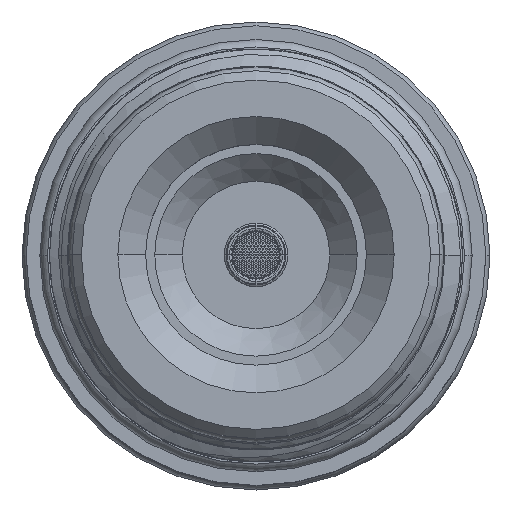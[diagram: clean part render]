
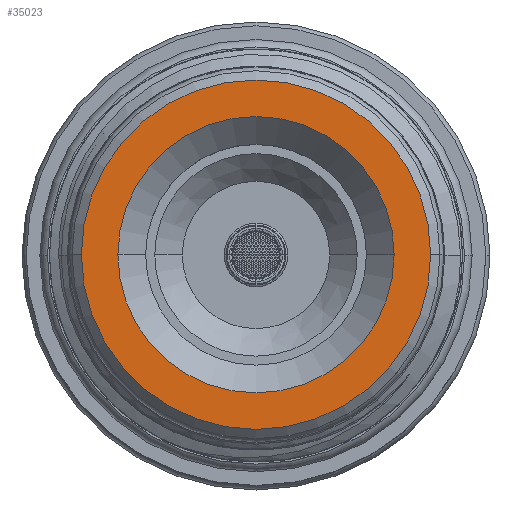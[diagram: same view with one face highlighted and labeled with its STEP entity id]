
A CAD part, top view. The second image highlights one B-rep face of the part: STEP entity #35023.
In plain terms, the highlighted planar face has unit normal (0, 0, 1).
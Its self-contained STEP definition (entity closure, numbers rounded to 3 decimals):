
#251 = CARTESIAN_POINT ( 'NONE',  ( -15.075, 0., 108.85 ) ) ;
#1452 = DIRECTION ( 'NONE',  ( 0., 0., -1. ) ) ;
#2336 = DIRECTION ( 'NONE',  ( 1., 0., 0. ) ) ;
#5945 = AXIS2_PLACEMENT_3D ( 'NONE', #24450, #24654, #2336 ) ;
#6106 = CARTESIAN_POINT ( 'NONE',  ( 0., 0., 108.85 ) ) ;
#9693 = AXIS2_PLACEMENT_3D ( 'NONE', #6106, #10938, #10560 ) ;
#10191 = DIRECTION ( 'NONE',  ( -1., 0., 0. ) ) ;
#10560 = DIRECTION ( 'NONE',  ( -1., 0., 0. ) ) ;
#10938 = DIRECTION ( 'NONE',  ( 0., 0., -1. ) ) ;
#13193 = DIRECTION ( 'NONE',  ( 0., 0., 1. ) ) ;
#13396 = VERTEX_POINT ( 'NONE', #24016 ) ;
#13609 = DIRECTION ( 'NONE',  ( 1., 0., 0. ) ) ;
#13732 = FACE_OUTER_BOUND ( 'NONE', #47894, .T. ) ;
#17541 = ORIENTED_EDGE ( 'NONE', *, *, #28999, .F. ) ;
#17687 = DIRECTION ( 'NONE',  ( 1., 0., 0. ) ) ;
#24016 = CARTESIAN_POINT ( 'NONE',  ( -15.075, 0., 108.85 ) ) ;
#24450 = CARTESIAN_POINT ( 'NONE',  ( 0., 0., 108.85 ) ) ;
#24654 = DIRECTION ( 'NONE',  ( 0., 0., 1. ) ) ;
#27137 = ORIENTED_EDGE ( 'NONE', *, *, #47125, .F. ) ;
#28787 = EDGE_CURVE ( 'NONE', #13396, #39535, #55138, .T. ) ;
#28999 = EDGE_CURVE ( 'NONE', #36858, #49073, #35685, .T. ) ;
#32681 = CARTESIAN_POINT ( 'NONE',  ( 11.925, 0., 108.85 ) ) ;
#34072 = CIRCLE ( 'NONE', #41475, 15.075 ) ;
#35023 = ADVANCED_FACE ( 'NONE', ( #13732, #54043 ), #53820, .T. ) ;
#35685 = CIRCLE ( 'NONE', #5945, 11.925 ) ;
#36538 = CARTESIAN_POINT ( 'NONE',  ( -11.925, 0., 108.85 ) ) ;
#36858 = VERTEX_POINT ( 'NONE', #32681 ) ;
#39535 = VERTEX_POINT ( 'NONE', #50036 ) ;
#39848 = CARTESIAN_POINT ( 'NONE',  ( 0., 0., 108.85 ) ) ;
#39888 = AXIS2_PLACEMENT_3D ( 'NONE', #251, #53626, #13609 ) ;
#41475 = AXIS2_PLACEMENT_3D ( 'NONE', #41632, #1452, #10191 ) ;
#41632 = CARTESIAN_POINT ( 'NONE',  ( 0., 0., 108.85 ) ) ;
#43213 = CIRCLE ( 'NONE', #51691, 11.925 ) ;
#43903 = ORIENTED_EDGE ( 'NONE', *, *, #28787, .F. ) ;
#45531 = EDGE_CURVE ( 'NONE', #49073, #36858, #43213, .T. ) ;
#47125 = EDGE_CURVE ( 'NONE', #39535, #13396, #34072, .T. ) ;
#47130 = ORIENTED_EDGE ( 'NONE', *, *, #45531, .F. ) ;
#47894 = EDGE_LOOP ( 'NONE', ( #43903, #27137 ) ) ;
#49073 = VERTEX_POINT ( 'NONE', #36538 ) ;
#50036 = CARTESIAN_POINT ( 'NONE',  ( 15.075, 0., 108.85 ) ) ;
#51141 = EDGE_LOOP ( 'NONE', ( #17541, #47130 ) ) ;
#51691 = AXIS2_PLACEMENT_3D ( 'NONE', #39848, #13193, #17687 ) ;
#53626 = DIRECTION ( 'NONE',  ( 0., 0., 1. ) ) ;
#53820 = PLANE ( 'NONE',  #39888 ) ;
#54043 = FACE_BOUND ( 'NONE', #51141, .T. ) ;
#55138 = CIRCLE ( 'NONE', #9693, 15.075 ) ;
